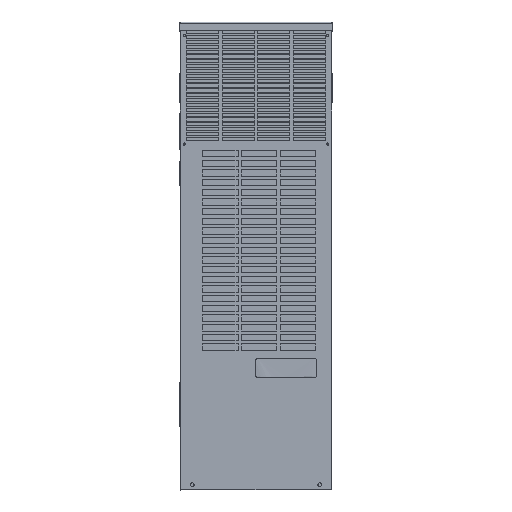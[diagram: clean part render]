
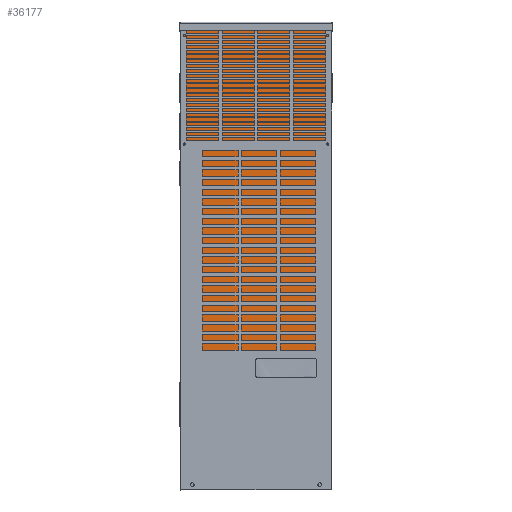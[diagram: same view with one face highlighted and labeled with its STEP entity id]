
A CAD part, top view. The second image highlights one B-rep face of the part: STEP entity #36177.
In plain terms, the highlighted planar face has unit normal (0, 0, 1).
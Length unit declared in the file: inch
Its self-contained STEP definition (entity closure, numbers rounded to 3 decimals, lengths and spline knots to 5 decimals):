
#714 = VERTEX_POINT ( 'NONE', #41763 ) ;
#3823 = ORIENTED_EDGE ( 'NONE', *, *, #39634, .F. ) ;
#5476 = EDGE_CURVE ( 'NONE', #48140, #714, #16059, .T. ) ;
#9364 = PLANE ( 'NONE',  #28077 ) ;
#10003 = CARTESIAN_POINT ( 'NONE',  ( -5.83098, 17.5821, 5.90953 ) ) ;
#10041 = VECTOR ( 'NONE', #42452, 39.37008 ) ;
#13982 = CARTESIAN_POINT ( 'NONE',  ( -43.00726, -17.66784, 5.90953 ) ) ;
#14940 = CARTESIAN_POINT ( 'NONE',  ( -5.83098, -17.66784, 5.90953 ) ) ;
#16059 = LINE ( 'NONE', #21608, #22289 ) ;
#16141 = LINE ( 'NONE', #44502, #21831 ) ;
#16414 = ORIENTED_EDGE ( 'NONE', *, *, #54006, .T. ) ;
#17748 = EDGE_CURVE ( 'NONE', #714, #21456, #36557, .T. ) ;
#18314 = DIRECTION ( 'NONE',  ( 0., 0., -1. ) ) ;
#18625 = FACE_OUTER_BOUND ( 'NONE', #25412, .T. ) ;
#19141 = ORIENTED_EDGE ( 'NONE', *, *, #5476, .T. ) ;
#21456 = VERTEX_POINT ( 'NONE', #25997 ) ;
#21608 = CARTESIAN_POINT ( 'NONE',  ( -43.00726, -17.66784, 5.90953 ) ) ;
#21831 = VECTOR ( 'NONE', #47942, 39.37008 ) ;
#22289 = VECTOR ( 'NONE', #48460, 39.37008 ) ;
#25412 = EDGE_LOOP ( 'NONE', ( #3823, #16414, #19141, #53896 ) ) ;
#25997 = CARTESIAN_POINT ( 'NONE',  ( 5.83098, 17.5821, 5.90953 ) ) ;
#26707 = DIRECTION ( 'NONE',  ( 0., 1., 0. ) ) ;
#27564 = DIRECTION ( 'NONE',  ( 0., -1., 0. ) ) ;
#28077 = AXIS2_PLACEMENT_3D ( 'NONE', #13982, #18314, #27564 ) ;
#36177 = ADVANCED_FACE ( 'NONE', ( #18625 ), #9364, .F. ) ;
#36557 = LINE ( 'NONE', #50160, #42732 ) ;
#37830 = LINE ( 'NONE', #42755, #10041 ) ;
#38933 = VERTEX_POINT ( 'NONE', #10003 ) ;
#39634 = EDGE_CURVE ( 'NONE', #38933, #21456, #37830, .T. ) ;
#41763 = CARTESIAN_POINT ( 'NONE',  ( 5.83098, -17.66784, 5.90953 ) ) ;
#42452 = DIRECTION ( 'NONE',  ( 1., 0., 0. ) ) ;
#42732 = VECTOR ( 'NONE', #26707, 39.37008 ) ;
#42755 = CARTESIAN_POINT ( 'NONE',  ( -43.00726, 17.5821, 5.90953 ) ) ;
#44502 = CARTESIAN_POINT ( 'NONE',  ( -5.83098, -17.66784, 5.90953 ) ) ;
#47942 = DIRECTION ( 'NONE',  ( 0., -1., 0. ) ) ;
#48140 = VERTEX_POINT ( 'NONE', #14940 ) ;
#48460 = DIRECTION ( 'NONE',  ( 1., 0., 0. ) ) ;
#50160 = CARTESIAN_POINT ( 'NONE',  ( 5.83098, -17.66784, 5.90953 ) ) ;
#53896 = ORIENTED_EDGE ( 'NONE', *, *, #17748, .T. ) ;
#54006 = EDGE_CURVE ( 'NONE', #38933, #48140, #16141, .T. ) ;
